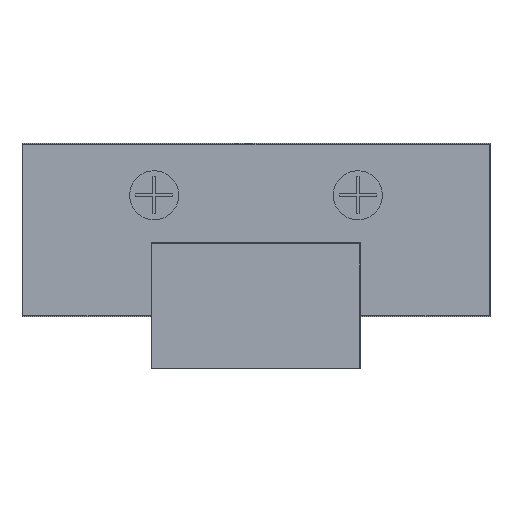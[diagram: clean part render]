
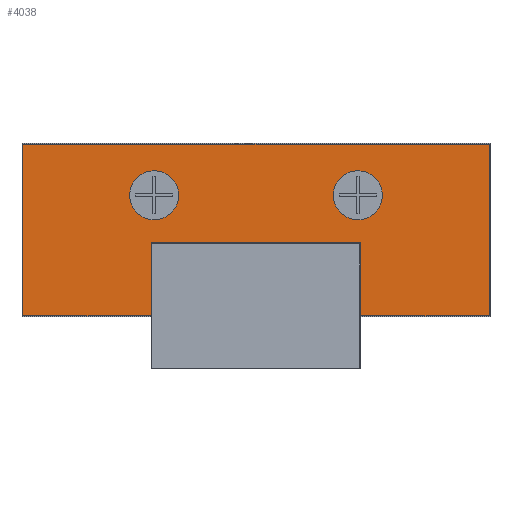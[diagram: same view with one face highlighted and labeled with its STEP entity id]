
A CAD part, left-side view. The second image highlights one B-rep face of the part: STEP entity #4038.
In plain terms, the highlighted face is planar.
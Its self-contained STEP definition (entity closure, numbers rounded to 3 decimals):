
#2260=CARTESIAN_POINT('',(-5.875,-15.,7.003));
#2261=DIRECTION('',(0.,-1.,0.));
#2262=DIRECTION('',(1.,0.,0.));
#2263=AXIS2_PLACEMENT_3D('',#2260,#2261,#2262);
#2265=CARTESIAN_POINT('',(-5.875,-15.,7.003));
#2266=DIRECTION('',(0.,-1.,0.));
#2267=DIRECTION('',(-1.,0.,0.));
#2268=AXIS2_PLACEMENT_3D('',#2265,#2266,#2267);
#2270=CARTESIAN_POINT('',(5.875,-15.,7.003));
#2271=DIRECTION('',(0.,-1.,0.));
#2272=DIRECTION('',(1.,0.,0.));
#2273=AXIS2_PLACEMENT_3D('',#2270,#2271,#2272);
#2275=CARTESIAN_POINT('',(5.875,-15.,7.003));
#2276=DIRECTION('',(0.,-1.,0.));
#2277=DIRECTION('',(-1.,0.,0.));
#2278=AXIS2_PLACEMENT_3D('',#2275,#2276,#2277);
#2280=DIRECTION('',(1.,0.,0.));
#2281=VECTOR('',#2280,26.9);
#2282=CARTESIAN_POINT('',(-13.45,-15.,9.95));
#2283=LINE('',#2282,#2281);
#2284=DIRECTION('',(0.,0.,-1.));
#2285=VECTOR('',#2284,9.9);
#2286=CARTESIAN_POINT('',(13.45,-15.,9.95));
#2287=LINE('',#2286,#2285);
#2288=DIRECTION('',(-1.,0.,0.));
#2289=VECTOR('',#2288,7.4);
#2290=CARTESIAN_POINT('',(13.45,-15.,0.05));
#2291=LINE('',#2290,#2289);
#2292=DIRECTION('',(0.,0.,1.));
#2293=VECTOR('',#2292,4.2);
#2294=CARTESIAN_POINT('',(6.05,-15.,0.05));
#2295=LINE('',#2294,#2293);
#2296=DIRECTION('',(-1.,0.,0.));
#2297=VECTOR('',#2296,12.1);
#2298=CARTESIAN_POINT('',(6.05,-15.,4.25));
#2299=LINE('',#2298,#2297);
#2300=DIRECTION('',(0.,0.,-1.));
#2301=VECTOR('',#2300,4.2);
#2302=CARTESIAN_POINT('',(-6.05,-15.,4.25));
#2303=LINE('',#2302,#2301);
#2304=DIRECTION('',(-1.,0.,0.));
#2305=VECTOR('',#2304,7.4);
#2306=CARTESIAN_POINT('',(-6.05,-15.,0.05));
#2307=LINE('',#2306,#2305);
#2308=DIRECTION('',(0.,0.,1.));
#2309=VECTOR('',#2308,9.9);
#2310=CARTESIAN_POINT('',(-13.45,-15.,0.05));
#2311=LINE('',#2310,#2309);
#2868=CARTESIAN_POINT('',(-4.46,-15.,7.003));
#2869=CARTESIAN_POINT('',(-7.29,-15.,7.003));
#2870=VERTEX_POINT('',#2868);
#2871=VERTEX_POINT('',#2869);
#2872=CARTESIAN_POINT('',(7.29,-15.,7.003));
#2873=CARTESIAN_POINT('',(4.46,-15.,7.003));
#2874=VERTEX_POINT('',#2872);
#2875=VERTEX_POINT('',#2873);
#3000=CARTESIAN_POINT('',(-13.45,-15.,9.95));
#3001=CARTESIAN_POINT('',(13.45,-15.,9.95));
#3002=VERTEX_POINT('',#3000);
#3003=VERTEX_POINT('',#3001);
#3004=CARTESIAN_POINT('',(13.45,-15.,0.05));
#3005=VERTEX_POINT('',#3004);
#3006=CARTESIAN_POINT('',(6.05,-15.,0.05));
#3007=VERTEX_POINT('',#3006);
#3008=CARTESIAN_POINT('',(6.05,-15.,4.25));
#3009=VERTEX_POINT('',#3008);
#3010=CARTESIAN_POINT('',(-6.05,-15.,4.25));
#3011=VERTEX_POINT('',#3010);
#3012=CARTESIAN_POINT('',(-6.05,-15.,0.05));
#3013=VERTEX_POINT('',#3012);
#3014=CARTESIAN_POINT('',(-13.45,-15.,0.05));
#3015=VERTEX_POINT('',#3014);
#4004=CARTESIAN_POINT('',(-13.5,-15.,0.));
#4005=DIRECTION('',(0.,-1.,0.));
#4006=DIRECTION('',(1.,0.,0.));
#4007=AXIS2_PLACEMENT_3D('',#4004,#4005,#4006);
#4008=PLANE('',#4007);
#4009=ORIENTED_EDGE('',*,*,#3994,.T.);
#4011=ORIENTED_EDGE('',*,*,#4010,.T.);
#4013=ORIENTED_EDGE('',*,*,#4012,.T.);
#4015=ORIENTED_EDGE('',*,*,#4014,.T.);
#4017=ORIENTED_EDGE('',*,*,#4016,.T.);
#4019=ORIENTED_EDGE('',*,*,#4018,.T.);
#4021=ORIENTED_EDGE('',*,*,#4020,.T.);
#4023=ORIENTED_EDGE('',*,*,#4022,.T.);
#4024=EDGE_LOOP('',(#4009,#4011,#4013,#4015,#4017,#4019,#4021,#4023));
#4025=FACE_OUTER_BOUND('',#4024,.F.);
#4027=ORIENTED_EDGE('',*,*,#4026,.T.);
#4029=ORIENTED_EDGE('',*,*,#4028,.T.);
#4030=EDGE_LOOP('',(#4027,#4029));
#4031=FACE_BOUND('',#4030,.F.);
#4033=ORIENTED_EDGE('',*,*,#4032,.T.);
#4035=ORIENTED_EDGE('',*,*,#4034,.T.);
#4036=EDGE_LOOP('',(#4033,#4035));
#4037=FACE_BOUND('',#4036,.F.);
#2264=CIRCLE('',#2263,1.415);
#2269=CIRCLE('',#2268,1.415);
#2274=CIRCLE('',#2273,1.415);
#2279=CIRCLE('',#2278,1.415);
#3994=EDGE_CURVE('',#3002,#3003,#2283,.T.);
#4010=EDGE_CURVE('',#3003,#3005,#2287,.T.);
#4012=EDGE_CURVE('',#3005,#3007,#2291,.T.);
#4014=EDGE_CURVE('',#3007,#3009,#2295,.T.);
#4016=EDGE_CURVE('',#3009,#3011,#2299,.T.);
#4018=EDGE_CURVE('',#3011,#3013,#2303,.T.);
#4020=EDGE_CURVE('',#3013,#3015,#2307,.T.);
#4022=EDGE_CURVE('',#3015,#3002,#2311,.T.);
#4026=EDGE_CURVE('',#2874,#2875,#2274,.T.);
#4028=EDGE_CURVE('',#2875,#2874,#2279,.T.);
#4032=EDGE_CURVE('',#2870,#2871,#2264,.T.);
#4034=EDGE_CURVE('',#2871,#2870,#2269,.T.);
#4038=ADVANCED_FACE('',(#4025,#4031,#4037),#4008,.T.);
